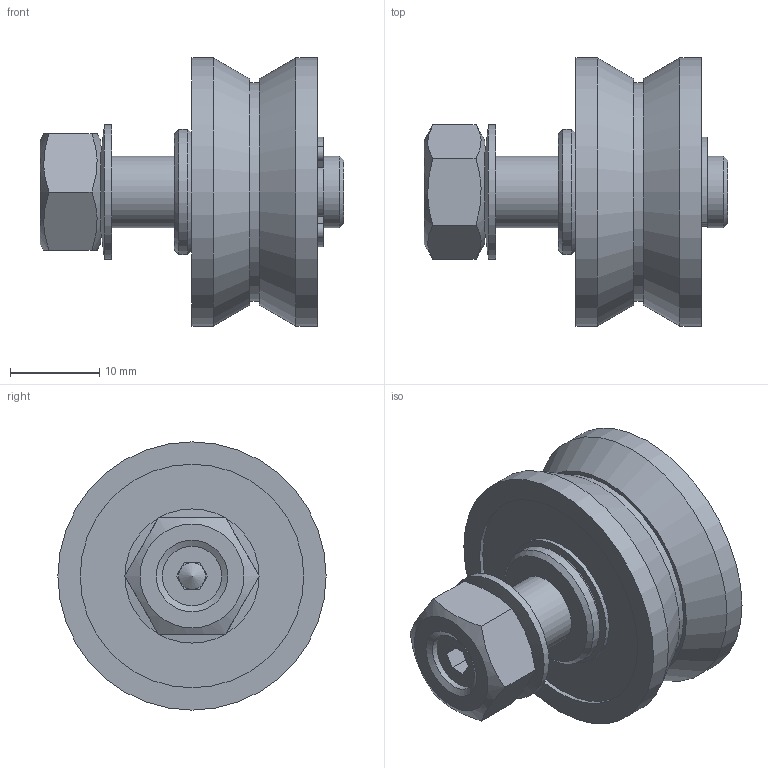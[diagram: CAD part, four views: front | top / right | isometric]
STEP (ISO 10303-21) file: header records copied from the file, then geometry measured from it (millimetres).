
FILE_DESCRIPTION(/* description */ ('RUOTA X GUIDA D.30-14 CONC. CON PERNO'),/* implementation_level */ '2;1');
FILE_NAME(/* name */ '23.530.00C.stp',/* time_stamp */ '2025-02-13T09:01:58+01:00',/* author */ ('tecnico5'),/* organization */ (''),/* preprocessor_version */ 'ST-DEVELOPER v20',/* originating_system */ 'Autodesk Inventor 2022',/* authorisation */ '');
FILE_SCHEMA (('AUTOMOTIVE_DESIGN { 1 0 10303 214 3 1 1 }'));
Length unit declared in the file: millimetre
Products named in the file (6): 23.530.00C; 70PE00132-A; CRUGC0000022; CDDDE0000044; 80MTZ0004-A; 80AER0006-A
Assembly tree (5 placements, depth 2):
  23.530.00C
    70PE00132-A
    CRUGC0000022
    CDDDE0000044
    80MTZ0004-A
    80AER0006-A
Bounding box: 34 x 30 x 30 mm (x, y, z)
Volume: 10371.7 mm3; surface area: 5546.4 mm2
Topology: 5 solids, 5 shells, 100 faces, 220 edges, 138 vertices
Faces by surface type: plane 54, cylinder 32, cone 14
Full cylindrical faces by diameter (mm): 3 x2, 6 x1, 6.647 x1, 8 x4, 8.2 x1, 14 x1, 15 x3, 24.4 x1, 25 x2, 30 x2
Entity records: 2982 total; most frequent: DIRECTION 516, CARTESIAN_POINT 491, ORIENTED_EDGE 436, EDGE_CURVE 218, AXIS2_PLACEMENT_3D 199, VERTEX_POINT 138, LINE 118, VECTOR 118
